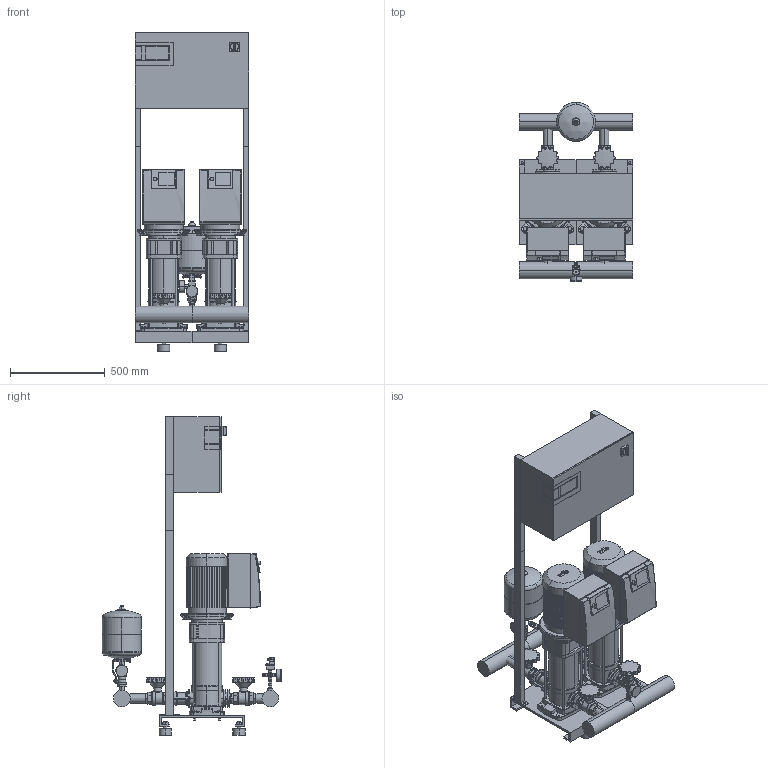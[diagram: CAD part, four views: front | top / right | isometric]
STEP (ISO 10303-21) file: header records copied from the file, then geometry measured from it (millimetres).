
FILE_DESCRIPTION((''),'2;1');
FILE_NAME('3d_COR-2HELIXVE1603_4kW_K_CCE-01-2532328.stp','2015-10-02T14:55:43',(''),(''),'Mechanical Desktop 2009','Mechanical Desktop 2009',', , ');
FILE_SCHEMA(('CONFIG_CONTROL_DESIGN'));
Length unit declared in the file: millimetre
Products named in the file (1): Product
Bounding box: 600 x 948 x 1685 mm (x, y, z)
Volume: 160028228 mm3; surface area: 7281047.7 mm2
Topology: 142 solids, 142 shells, 3157 faces, 7807 edges, 5054 vertices
Faces by surface type: cylinder 972, plane 954, bspline 934, cone 129, torus 120, sphere 48
Entity records: 104058 total; most frequent: CARTESIAN_POINT 30502, ORIENTED_EDGE 15530, DIRECTION 14712, EDGE_CURVE 7765, AXIS2_PLACEMENT_3D 5217, VERTEX_POINT 5047, VECTOR 4278, LINE 4278
